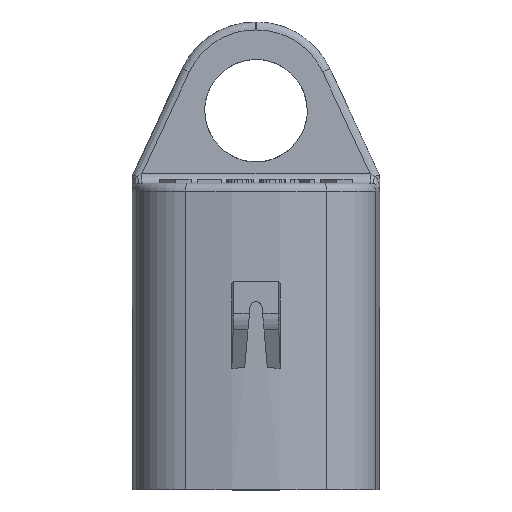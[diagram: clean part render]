
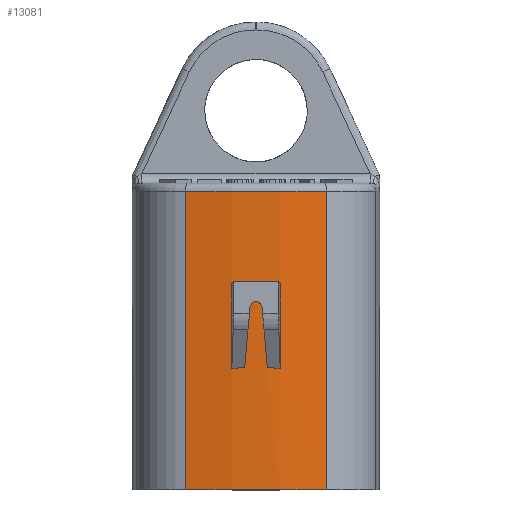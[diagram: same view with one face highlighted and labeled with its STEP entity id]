
A CAD part, top view. The second image highlights one B-rep face of the part: STEP entity #13081.
In plain terms, the highlighted cylindrical face has radius 17.432 mm (diameter 34.865 mm), a partial arc.
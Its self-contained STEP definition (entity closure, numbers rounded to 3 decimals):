
#42=CARTESIAN_POINT('',(0.,-18.,
-11.017));
#43=DIRECTION('',(0.,1.,0.));
#44=DIRECTION('',(-0.251,0.,0.968));
#45=AXIS2_PLACEMENT_3D('',#42,#43,#44);
#1393=DIRECTION('',(0.,-1.,0.));
#1394=VECTOR('',#1393,18.5);
#1395=CARTESIAN_POINT('',(-4.371,0.5,5.859));
#1396=LINE('',#1395,#1394);
#3965=DIRECTION('',(0.,1.,0.));
#3966=VECTOR('',#3965,18.5);
#3967=CARTESIAN_POINT('',(4.37,-18.,5.859));
#3968=LINE('',#3967,#3966);
#3979=DIRECTION('',(0.,-1.,0.));
#3980=VECTOR('',#3979,5.254);
#3981=CARTESIAN_POINT('',(-1.5,-5.245,
6.351));
#3982=LINE('',#3981,#3980);
#3983=CARTESIAN_POINT('',(-0.7,-10.411,
6.402));
#3984=CARTESIAN_POINT('',(-0.592,-9.172,
6.406));
#3985=CARTESIAN_POINT('',(-0.484,-7.933,
6.41));
#3986=CARTESIAN_POINT('',(-0.375,-6.694,
6.412));
#3988=CARTESIAN_POINT('',(0.375,-6.694,
6.412));
#3989=CARTESIAN_POINT('',(0.483,-7.933,
6.41));
#3990=CARTESIAN_POINT('',(0.592,-9.172,
6.406));
#3991=CARTESIAN_POINT('',(0.7,-10.411,
6.402));
#3993=DIRECTION('',(0.,1.,0.));
#3994=VECTOR('',#3993,5.254);
#3995=CARTESIAN_POINT('',(1.5,-10.499,6.351));
#3996=LINE('',#3995,#3994);
#3997=CARTESIAN_POINT('',(0.,0.5,
-11.017));
#3998=DIRECTION('',(0.,-1.,0.));
#3999=DIRECTION('',(0.251,0.,0.968));
#4000=AXIS2_PLACEMENT_3D('',#3997,#3998,#3999);
#4002=CARTESIAN_POINT('',(-1.5,-5.245,
6.351));
#4003=CARTESIAN_POINT('',(-0.5,-5.237,
6.438));
#4004=CARTESIAN_POINT('',(0.5,-5.237,
6.438));
#4005=CARTESIAN_POINT('',(1.5,-5.245,6.351));
#4023=CARTESIAN_POINT('',(1.5,-10.499,6.351));
#4024=CARTESIAN_POINT('',(1.235,-10.459,6.374));
#4025=CARTESIAN_POINT('',(0.968,-10.43,
6.391));
#4026=CARTESIAN_POINT('',(0.7,-10.411,
6.402));
#4045=CARTESIAN_POINT('',(0.375,-6.694,
6.412));
#4046=CARTESIAN_POINT('',(0.371,-6.647,
6.412));
#4047=CARTESIAN_POINT('',(0.345,-6.556,
6.412));
#4048=CARTESIAN_POINT('',(0.261,-6.443,
6.414));
#4049=CARTESIAN_POINT('',(0.14,-6.368,
6.415));
#4050=CARTESIAN_POINT('',(0.001,-6.341,
6.416));
#4051=CARTESIAN_POINT('',(-0.14,-6.367,
6.415));
#4052=CARTESIAN_POINT('',(-0.26,-6.442,
6.414));
#4053=CARTESIAN_POINT('',(-0.346,-6.556,
6.412));
#4054=CARTESIAN_POINT('',(-0.371,-6.647,
6.412));
#4055=CARTESIAN_POINT('',(-0.375,-6.694,
6.412));
#4066=CARTESIAN_POINT('',(-0.7,-10.411,
6.402));
#4067=CARTESIAN_POINT('',(-0.968,-10.43,
6.391));
#4068=CARTESIAN_POINT('',(-1.235,-10.459,
6.374));
#4069=CARTESIAN_POINT('',(-1.5,-10.499,
6.351));
#5703=CARTESIAN_POINT('',(-4.371,-18.,
5.859));
#5704=CARTESIAN_POINT('',(4.37,-18.,5.859));
#5705=VERTEX_POINT('',#5703);
#5706=VERTEX_POINT('',#5704);
#5713=VERTEX_POINT('',#4002);
#5714=VERTEX_POINT('',#4005);
#5715=CARTESIAN_POINT('',(-1.5,-10.499,
6.351));
#5716=VERTEX_POINT('',#5715);
#5717=VERTEX_POINT('',#4066);
#5718=VERTEX_POINT('',#3986);
#5719=VERTEX_POINT('',#4045);
#5720=VERTEX_POINT('',#3991);
#5721=VERTEX_POINT('',#4023);
#6365=CARTESIAN_POINT('',(4.37,0.5,5.859));
#6367=VERTEX_POINT('',#6365);
#6372=CARTESIAN_POINT('',(-4.371,0.5,5.859));
#6373=VERTEX_POINT('',#6372);
#13052=CARTESIAN_POINT('',(0.,-18.5,
-11.017));
#13053=DIRECTION('',(0.,1.,0.));
#13054=DIRECTION('',(-0.266,0.,0.964));
#13055=AXIS2_PLACEMENT_3D('',#13052,#13053,#13054);
#13056=CYLINDRICAL_SURFACE('',#13055,17.432);
#13057=ORIENTED_EDGE('',*,*,#13043,.F.);
#13058=ORIENTED_EDGE('',*,*,#13019,.F.);
#13059=ORIENTED_EDGE('',*,*,#6957,.F.);
#13060=ORIENTED_EDGE('',*,*,#8951,.F.);
#13061=EDGE_LOOP('',(#13057,#13058,#13059,#13060));
#13062=FACE_OUTER_BOUND('',#13061,.F.);
#13064=ORIENTED_EDGE('',*,*,#13063,.F.);
#13066=ORIENTED_EDGE('',*,*,#13065,.T.);
#13068=ORIENTED_EDGE('',*,*,#13067,.F.);
#13070=ORIENTED_EDGE('',*,*,#13069,.T.);
#13072=ORIENTED_EDGE('',*,*,#13071,.F.);
#13074=ORIENTED_EDGE('',*,*,#13073,.T.);
#13076=ORIENTED_EDGE('',*,*,#13075,.F.);
#13078=ORIENTED_EDGE('',*,*,#13077,.T.);
#13079=EDGE_LOOP('',(#13064,#13066,#13068,#13070,#13072,#13074,#13076,#13078));
#13080=FACE_BOUND('',#13079,.F.);
#13081=ADVANCED_FACE('',(#13062,#13080),#13056,.T.);
#46=CIRCLE('',#45,17.432);
#3987=B_SPLINE_CURVE_WITH_KNOTS('',3,(#3983,#3984,#3985,#3986),.UNSPECIFIED.,
.F.,.F.,(4,4),(0.,1.),.UNSPECIFIED.);
#3992=B_SPLINE_CURVE_WITH_KNOTS('',3,(#3988,#3989,#3990,#3991),.UNSPECIFIED.,
.F.,.F.,(4,4),(0.,1.),.UNSPECIFIED.);
#4001=CIRCLE('',#4000,17.432);
#4006=B_SPLINE_CURVE_WITH_KNOTS('',3,(#4002,#4003,#4004,#4005),.UNSPECIFIED.,
.F.,.F.,(4,4),(0.,1.),.UNSPECIFIED.);
#4027=B_SPLINE_CURVE_WITH_KNOTS('',3,(#4023,#4024,#4025,#4026),.UNSPECIFIED.,
.F.,.F.,(4,4),(0.,1.),.UNSPECIFIED.);
#4056=B_SPLINE_CURVE_WITH_KNOTS('',3,(#4045,#4046,#4047,#4048,#4049,#4050,#4051,
#4052,#4053,#4054,#4055),.UNSPECIFIED.,.F.,.F.,(4,1,1,1,1,1,1,1,4),(0.,
0.125,0.25,0.375,0.5,0.625,0.75,0.875,1.),.UNSPECIFIED.);
#4070=B_SPLINE_CURVE_WITH_KNOTS('',3,(#4066,#4067,#4068,#4069),.UNSPECIFIED.,
.F.,.F.,(4,4),(0.,1.),.UNSPECIFIED.);
#6957=EDGE_CURVE('',#5705,#5706,#46,.T.);
#8951=EDGE_CURVE('',#6373,#5705,#1396,.T.);
#13019=EDGE_CURVE('',#5706,#6367,#3968,.T.);
#13043=EDGE_CURVE('',#6367,#6373,#4001,.T.);
#13063=EDGE_CURVE('',#5713,#5714,#4006,.T.);
#13065=EDGE_CURVE('',#5713,#5716,#3982,.T.);
#13067=EDGE_CURVE('',#5717,#5716,#4070,.T.);
#13069=EDGE_CURVE('',#5717,#5718,#3987,.T.);
#13071=EDGE_CURVE('',#5719,#5718,#4056,.T.);
#13073=EDGE_CURVE('',#5719,#5720,#3992,.T.);
#13075=EDGE_CURVE('',#5721,#5720,#4027,.T.);
#13077=EDGE_CURVE('',#5721,#5714,#3996,.T.);
